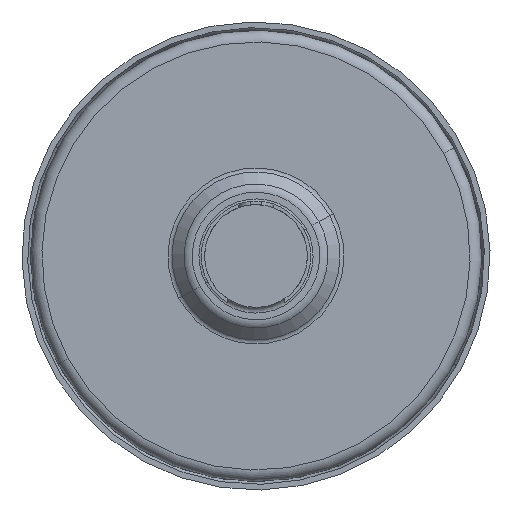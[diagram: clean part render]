
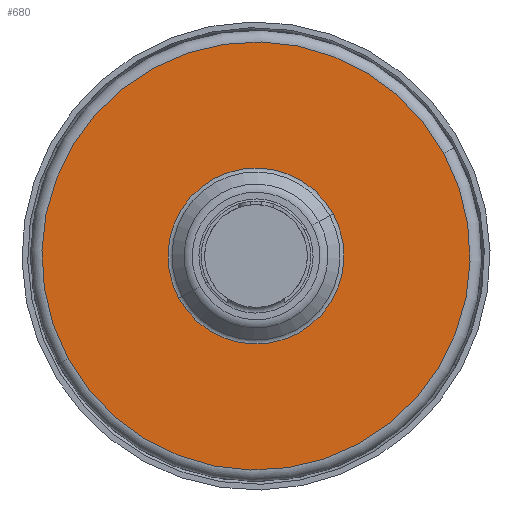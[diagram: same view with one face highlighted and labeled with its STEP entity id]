
A CAD part, left-side view. The second image highlights one B-rep face of the part: STEP entity #680.
In plain terms, the highlighted planar face has unit normal (-1, 0, 0).
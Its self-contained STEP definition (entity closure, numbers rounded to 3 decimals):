
#552=CARTESIAN_POINT('Vertex',(0.,-16.455,8.989)) ;
#559=CARTESIAN_POINT('Vertex',(0.,16.455,-8.989)) ;
#562=CARTESIAN_POINT('Axis2P3D Location',(0.,0.,0.)) ;
#579=CARTESIAN_POINT('Axis2P3D Location',(0.,0.,0.)) ;
#653=CARTESIAN_POINT('Axis2P3D Location',(0.,19.75,0.)) ;
#662=CARTESIAN_POINT('Axis2P3D Location',(0.,0.,0.)) ;
#666=CARTESIAN_POINT('Vertex',(0.,-6.764,3.695)) ;
#668=CARTESIAN_POINT('Vertex',(0.,6.764,-3.695)) ;
#671=CARTESIAN_POINT('Axis2P3D Location',(0.,0.,0.)) ;
#563=DIRECTION('Axis2P3D Direction',(-1.,-0.,0.)) ;
#580=DIRECTION('Axis2P3D Direction',(-1.,0.,0.)) ;
#654=DIRECTION('Axis2P3D Direction',(-1.,0.,0.)) ;
#655=DIRECTION('Axis2P3D XDirection',(0.,1.,0.)) ;
#663=DIRECTION('Axis2P3D Direction',(-1.,0.,0.)) ;
#672=DIRECTION('Axis2P3D Direction',(-1.,0.,0.)) ;
#564=AXIS2_PLACEMENT_3D('Circle Axis2P3D',#562,#563,$) ;
#581=AXIS2_PLACEMENT_3D('Circle Axis2P3D',#579,#580,$) ;
#656=AXIS2_PLACEMENT_3D('Plane Axis2P3D',#653,#654,#655) ;
#664=AXIS2_PLACEMENT_3D('Circle Axis2P3D',#662,#663,$) ;
#673=AXIS2_PLACEMENT_3D('Circle Axis2P3D',#671,#672,$) ;
#659=ORIENTED_EDGE('',*,*,#566,.T.) ;
#660=ORIENTED_EDGE('',*,*,#583,.T.) ;
#677=ORIENTED_EDGE('',*,*,#670,.T.) ;
#678=ORIENTED_EDGE('',*,*,#675,.T.) ;
#679=FACE_BOUND('',#676,.T.) ;
#680=ADVANCED_FACE('PartBody',(#661,#679),#657,.T.) ;
#565=CIRCLE('generated circle',#564,18.75) ;
#582=CIRCLE('generated circle',#581,18.75) ;
#665=CIRCLE('generated circle',#664,7.707) ;
#674=CIRCLE('generated circle',#673,7.707) ;
#566=EDGE_CURVE('',#553,#560,#565,.T.) ;
#583=EDGE_CURVE('',#560,#553,#582,.T.) ;
#670=EDGE_CURVE('',#667,#669,#665,.F.) ;
#675=EDGE_CURVE('',#669,#667,#674,.F.) ;
#658=EDGE_LOOP('',(#659,#660)) ;
#676=EDGE_LOOP('',(#677,#678)) ;
#661=FACE_OUTER_BOUND('',#658,.T.) ;
#657=PLANE('',#656) ;
#553=VERTEX_POINT('',#552) ;
#560=VERTEX_POINT('',#559) ;
#667=VERTEX_POINT('',#666) ;
#669=VERTEX_POINT('',#668) ;
